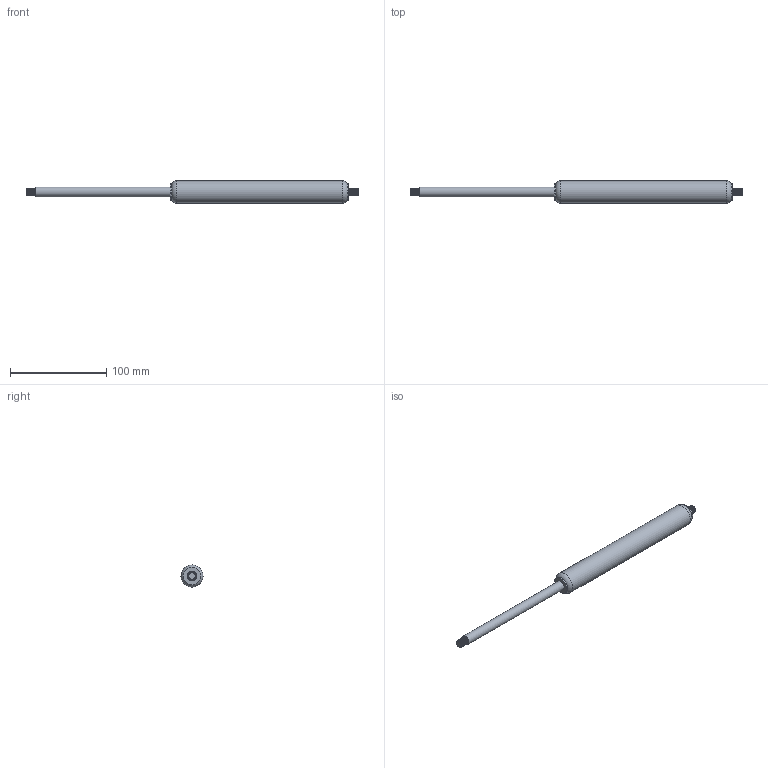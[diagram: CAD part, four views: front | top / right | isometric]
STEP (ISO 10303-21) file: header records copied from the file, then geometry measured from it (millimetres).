
FILE_DESCRIPTION(/* description */ (''),/* implementation_level */ '2;1');
FILE_NAME(/* name */ 'G_10_23_140_1_325_Steel.step',/* time_stamp */ '2024-10-08T12:41:01+02:00',/* author */ (''),/* organization */ (''),/* preprocessor_version */ 'ST-DEVELOPER v20',/* originating_system */ 'Autodesk Translation Framework v13.20.0.188',/* authorisation */ '');
FILE_SCHEMA (('AUTOMOTIVE_DESIGN { 1 0 10303 214 3 1 1 }'));
Length unit declared in the file: millimetre
Products named in the file (5): G_10_23_150_1_345_Steel_stp; cylinder; rod; thread rod; thread cylinder
Assembly tree (4 placements, depth 2):
  G_10_23_150_1_345_Steel_stp
    cylinder
    rod
    thread rod
    thread cylinder
Bounding box: 345 x 23 x 23 mm (x, y, z)
Volume: 87689.9 mm3; surface area: 19354.5 mm2
Topology: 4 solids, 4 shells, 58 faces, 146 edges, 96 vertices
Faces by surface type: cylinder 40, plane 8, cone 4, bspline 4, torus 2
Full cylindrical faces by diameter (mm): 6.75 x14, 8 x14, 10 x1, 18 x2, 23 x1
Entity records: 6947 total; most frequent: CARTESIAN_POINT 5541, ORIENTED_EDGE 292, DIRECTION 218, EDGE_CURVE 146, VERTEX_POINT 96, AXIS2_PLACEMENT_3D 89, B_SPLINE_CURVE_WITH_KNOTS 80, FACE_OUTER_BOUND 58
